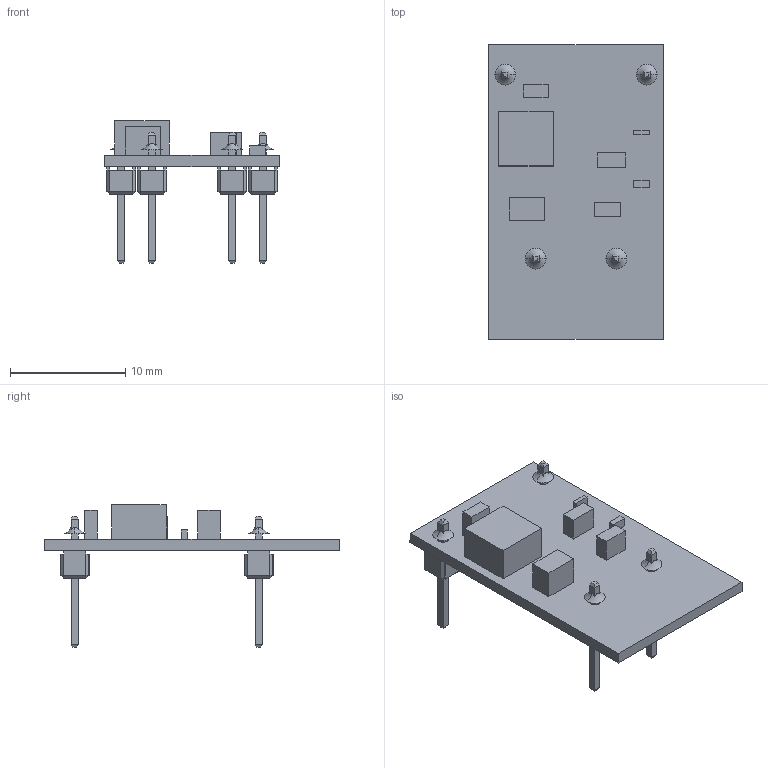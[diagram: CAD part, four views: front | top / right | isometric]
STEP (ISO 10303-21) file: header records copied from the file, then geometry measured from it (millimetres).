
FILE_DESCRIPTION(('STEP AP214'),'1');
FILE_NAME('Step Down Converter.stp','2025-01-23T13:27:49',(' '),(' '),'Spatial InterOp 3D',' ',' ');
FILE_SCHEMA(('AUTOMOTIVE_DESIGN { 1 0 10303 214 1 1 1 1 }'));
Length unit declared in the file: metre
Products named in the file (4): Step Down Converter; Design5; Component74; Component33
Assembly tree (9 placements, depth 2):
  Step Down Converter
    Design5
    Component74  x4
    Component33  x4
Bounding box: 15.2 x 25.6 x 12.4 mm (x, y, z)
Volume: 555.1 mm3; surface area: 1358.8 mm2
Topology: 16 solids, 16 shells, 284 faces, 632 edges, 384 vertices
Faces by surface type: plane 268, cylinder 8, torus 8
Entity records: 3300 total; most frequent: CARTESIAN_POINT 599, DIRECTION 508, ORIENTED_EDGE 496, EDGE_CURVE 248, LINE 222, VECTOR 222, VERTEX_POINT 156, AXIS2_PLACEMENT_3D 143
